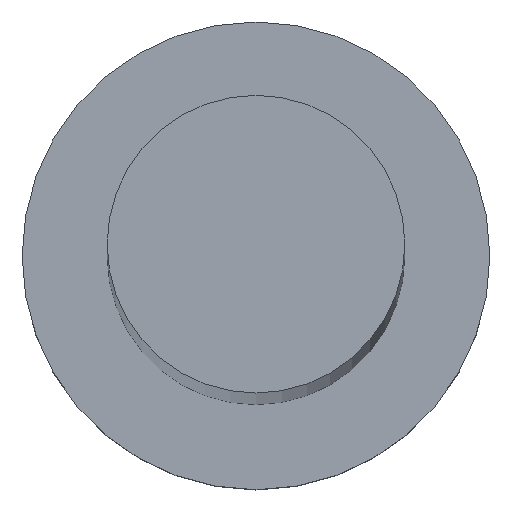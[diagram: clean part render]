
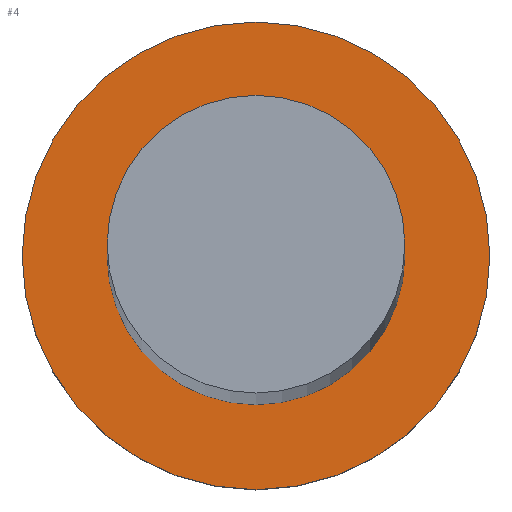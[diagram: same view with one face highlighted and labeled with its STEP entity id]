
A CAD part, top view. The second image highlights one B-rep face of the part: STEP entity #4.
In plain terms, the highlighted planar face has unit normal (0, 0, 1).
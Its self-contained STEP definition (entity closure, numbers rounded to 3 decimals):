
#1 = DIRECTION ( 'NONE',  ( 0., 0., 1. ) ) ;
#4 = ADVANCED_FACE ( 'NONE', ( #255, #197 ), #94, .T. ) ;
#6 = DIRECTION ( 'NONE',  ( 1., 0., 0. ) ) ;
#9 = CIRCLE ( 'NONE', #155, 11. ) ;
#12 = CARTESIAN_POINT ( 'NONE',  ( 0., 0., 7. ) ) ;
#18 = AXIS2_PLACEMENT_3D ( 'NONE', #176, #1, #161 ) ;
#24 = AXIS2_PLACEMENT_3D ( 'NONE', #162, #237, #6 ) ;
#31 = CARTESIAN_POINT ( 'NONE',  ( -11., 0., 7. ) ) ;
#34 = CARTESIAN_POINT ( 'NONE',  ( 7., 0., 7. ) ) ;
#43 = CIRCLE ( 'NONE', #69, 7. ) ;
#44 = CIRCLE ( 'NONE', #24, 11. ) ;
#59 = VERTEX_POINT ( 'NONE', #140 ) ;
#66 = CARTESIAN_POINT ( 'NONE',  ( 0., 0., 7. ) ) ;
#69 = AXIS2_PLACEMENT_3D ( 'NONE', #12, #191, #245 ) ;
#75 = VERTEX_POINT ( 'NONE', #212 ) ;
#87 = DIRECTION ( 'NONE',  ( 1., 0., 0. ) ) ;
#89 = DIRECTION ( 'NONE',  ( 0., 0., 1. ) ) ;
#94 = PLANE ( 'NONE',  #18 ) ;
#104 = EDGE_CURVE ( 'NONE', #75, #142, #9, .T. ) ;
#120 = EDGE_CURVE ( 'NONE', #190, #59, #43, .T. ) ;
#135 = EDGE_CURVE ( 'NONE', #59, #190, #251, .T. ) ;
#138 = DIRECTION ( 'NONE',  ( 1., 0., 0. ) ) ;
#139 = ORIENTED_EDGE ( 'NONE', *, *, #135, .F. ) ;
#140 = CARTESIAN_POINT ( 'NONE',  ( -7., 0., 7. ) ) ;
#142 = VERTEX_POINT ( 'NONE', #31 ) ;
#143 = ORIENTED_EDGE ( 'NONE', *, *, #210, .T. ) ;
#153 = DIRECTION ( 'NONE',  ( 0., 0., 1. ) ) ;
#155 = AXIS2_PLACEMENT_3D ( 'NONE', #66, #89, #138 ) ;
#161 = DIRECTION ( 'NONE',  ( 1., 0., 0. ) ) ;
#162 = CARTESIAN_POINT ( 'NONE',  ( 0., 0., 7. ) ) ;
#175 = ORIENTED_EDGE ( 'NONE', *, *, #120, .F. ) ;
#176 = CARTESIAN_POINT ( 'NONE',  ( 0., 0., 7. ) ) ;
#190 = VERTEX_POINT ( 'NONE', #34 ) ;
#191 = DIRECTION ( 'NONE',  ( 0., 0., 1. ) ) ;
#197 = FACE_OUTER_BOUND ( 'NONE', #218, .T. ) ;
#202 = AXIS2_PLACEMENT_3D ( 'NONE', #205, #153, #87 ) ;
#205 = CARTESIAN_POINT ( 'NONE',  ( 0., 0., 7. ) ) ;
#210 = EDGE_CURVE ( 'NONE', #142, #75, #44, .T. ) ;
#212 = CARTESIAN_POINT ( 'NONE',  ( 11., 0., 7. ) ) ;
#216 = ORIENTED_EDGE ( 'NONE', *, *, #104, .T. ) ;
#218 = EDGE_LOOP ( 'NONE', ( #143, #216 ) ) ;
#229 = EDGE_LOOP ( 'NONE', ( #139, #175 ) ) ;
#237 = DIRECTION ( 'NONE',  ( 0., 0., 1. ) ) ;
#245 = DIRECTION ( 'NONE',  ( 1., 0., 0. ) ) ;
#251 = CIRCLE ( 'NONE', #202, 7. ) ;
#255 = FACE_BOUND ( 'NONE', #229, .T. ) ;
